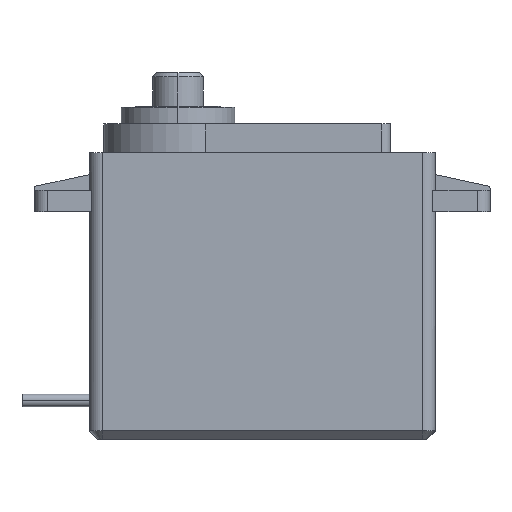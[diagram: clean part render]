
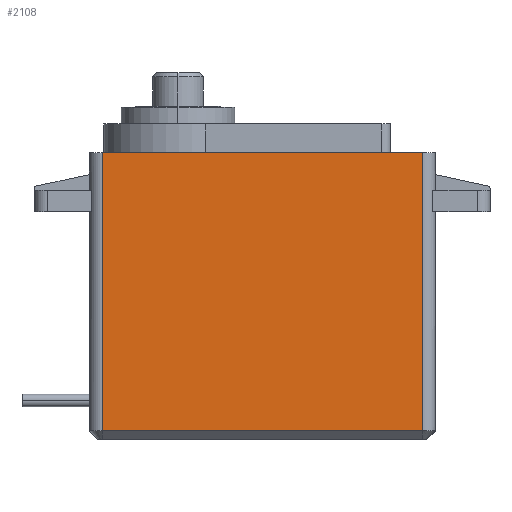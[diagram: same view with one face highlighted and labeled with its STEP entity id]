
A CAD part, top view. The second image highlights one B-rep face of the part: STEP entity #2108.
In plain terms, the highlighted planar face has unit normal (0, 0, 1).
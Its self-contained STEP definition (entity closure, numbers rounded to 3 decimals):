
#290 = EDGE_CURVE ( 'NONE', #2211, #3248, #2229, .T. ) ;
#348 = ORIENTED_EDGE ( 'NONE', *, *, #3623, .T. ) ;
#647 = LINE ( 'NONE', #2051, #3352 ) ;
#778 = VERTEX_POINT ( 'NONE', #4387 ) ;
#815 = VECTOR ( 'NONE', #4344, 1000. ) ;
#833 = ORIENTED_EDGE ( 'NONE', *, *, #1029, .T. ) ;
#852 = EDGE_LOOP ( 'NONE', ( #348, #3230, #833, #4203 ) ) ;
#1029 = EDGE_CURVE ( 'NONE', #3248, #778, #2716, .T. ) ;
#1071 = DIRECTION ( 'NONE',  ( -1., 0., 0. ) ) ;
#1324 = VECTOR ( 'NONE', #2010, 1000. ) ;
#1680 = LINE ( 'NONE', #3105, #4270 ) ;
#1892 = CARTESIAN_POINT ( 'NONE',  ( 19., -16., 10. ) ) ;
#2010 = DIRECTION ( 'NONE',  ( 0., 1., 0. ) ) ;
#2051 = CARTESIAN_POINT ( 'NONE',  ( -20.5, 17., 10. ) ) ;
#2093 = DIRECTION ( 'NONE',  ( 1., 0., 0. ) ) ;
#2108 = ADVANCED_FACE ( 'NONE', ( #2733 ), #4101, .T. ) ;
#2211 = VERTEX_POINT ( 'NONE', #3457 ) ;
#2229 = LINE ( 'NONE', #2250, #815 ) ;
#2250 = CARTESIAN_POINT ( 'NONE',  ( 19., -16., 10. ) ) ;
#2351 = DIRECTION ( 'NONE',  ( 0., -1., 0. ) ) ;
#2358 = CARTESIAN_POINT ( 'NONE',  ( -20.5, -17., 10. ) ) ;
#2611 = VERTEX_POINT ( 'NONE', #3175 ) ;
#2685 = EDGE_CURVE ( 'NONE', #778, #2611, #647, .T. ) ;
#2690 = DIRECTION ( 'NONE',  ( 0., 0., 1. ) ) ;
#2716 = LINE ( 'NONE', #3704, #1324 ) ;
#2733 = FACE_OUTER_BOUND ( 'NONE', #852, .T. ) ;
#2988 = AXIS2_PLACEMENT_3D ( 'NONE', #2358, #2690, #2093 ) ;
#3105 = CARTESIAN_POINT ( 'NONE',  ( -19., -17., 10. ) ) ;
#3175 = CARTESIAN_POINT ( 'NONE',  ( -19., 17., 10. ) ) ;
#3230 = ORIENTED_EDGE ( 'NONE', *, *, #290, .T. ) ;
#3248 = VERTEX_POINT ( 'NONE', #1892 ) ;
#3352 = VECTOR ( 'NONE', #1071, 1000. ) ;
#3457 = CARTESIAN_POINT ( 'NONE',  ( -19., -16., 10. ) ) ;
#3623 = EDGE_CURVE ( 'NONE', #2611, #2211, #1680, .T. ) ;
#3704 = CARTESIAN_POINT ( 'NONE',  ( 19., 17., 10. ) ) ;
#4101 = PLANE ( 'NONE',  #2988 ) ;
#4203 = ORIENTED_EDGE ( 'NONE', *, *, #2685, .T. ) ;
#4270 = VECTOR ( 'NONE', #2351, 1000. ) ;
#4344 = DIRECTION ( 'NONE',  ( 1., 0., 0. ) ) ;
#4387 = CARTESIAN_POINT ( 'NONE',  ( 19., 17., 10. ) ) ;
